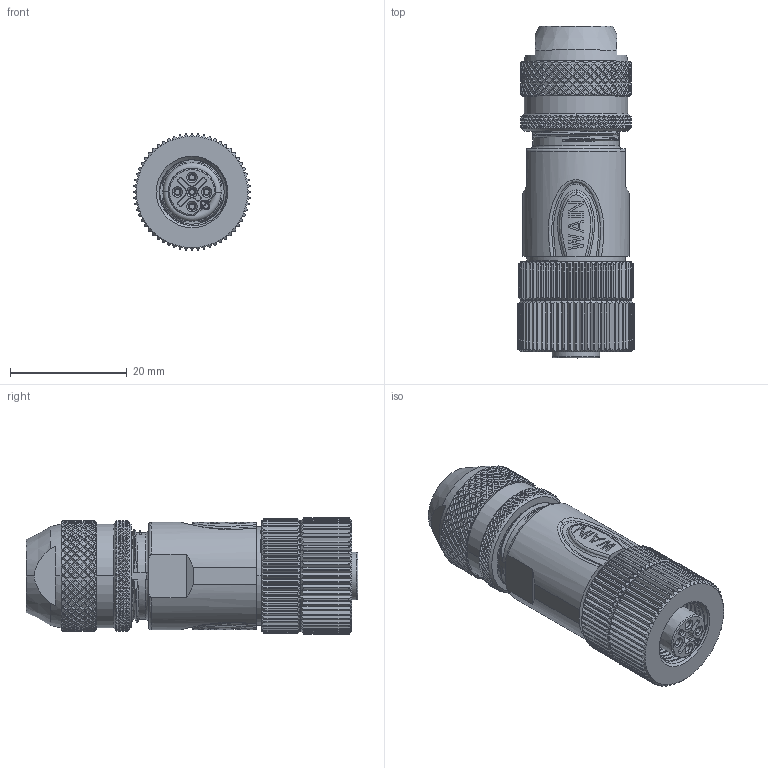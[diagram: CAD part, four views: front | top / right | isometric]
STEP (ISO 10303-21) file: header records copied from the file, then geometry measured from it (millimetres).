
FILE_DESCRIPTION((''),'2;1');
FILE_NAME('PRT0001','2021-01-05T',('zh.su'),(''),'PRO/ENGINEER BY PARAMETRIC TECHNOLOGY CORPORATION, 2012480','PRO/ENGINEER BY PARAMETRIC TECHNOLOGY CORPORATION, 2012480','');
FILE_SCHEMA(('CONFIG_CONTROL_DESIGN'));
Length unit declared in the file: millimetre
Products named in the file (1): PRT0001
Bounding box: 20 x 56.9 x 20 mm (x, y, z)
Volume: 13645.5 mm3; surface area: 6483.1 mm2
Topology: 1 solids, 1 shells, 4961 faces, 11349 edges, 6425 vertices
Faces by surface type: bspline 2945, cylinder 1078, plane 543, cone 351, torus 33, extrusion 9, sphere 2
Entity records: 228570 total; most frequent: CARTESIAN_POINT 144830, ORIENTED_EDGE 22694, EDGE_CURVE 11347, B_SPLINE_CURVE_WITH_KNOTS 8953, DIRECTION 7544, VERTEX_POINT 6425, EDGE_LOOP 5010, FACE_OUTER_BOUND 4961
